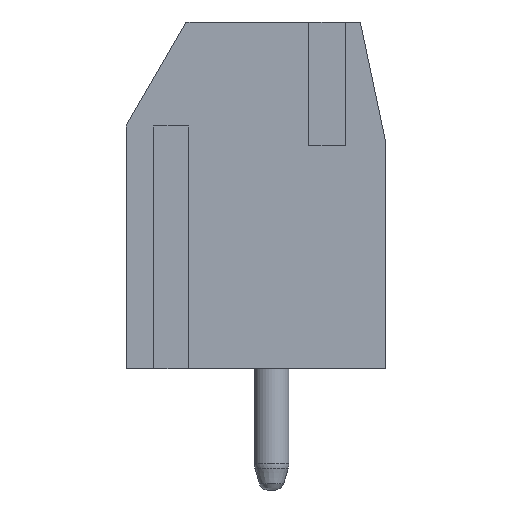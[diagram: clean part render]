
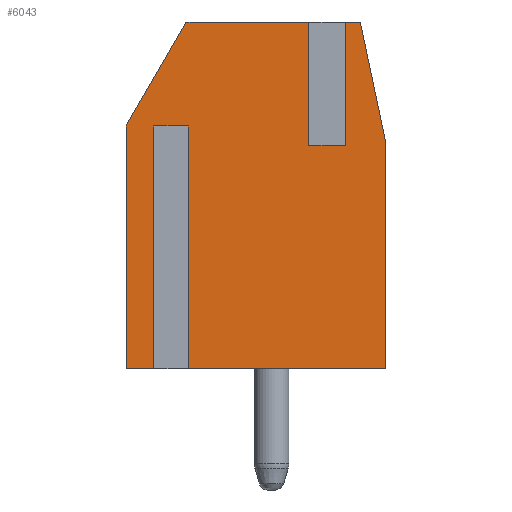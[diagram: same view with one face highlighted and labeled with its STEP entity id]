
A CAD part, left-side view. The second image highlights one B-rep face of the part: STEP entity #6043.
In plain terms, the highlighted planar face has unit normal (-1, 0, 0).
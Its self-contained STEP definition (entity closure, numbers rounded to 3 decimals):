
#157=PLANE('',#6430);
#423=FACE_OUTER_BOUND('',#777,.T.);
#777=EDGE_LOOP('',(#4283,#4284,#4285,#4286,#4287,#4288,#4289,#4290,#4291,
#4292,#4293,#4294,#4295,#4296));
#1160=LINE('',#8748,#1816);
#1164=LINE('',#8756,#1820);
#1180=LINE('',#8788,#1836);
#1186=LINE('',#8798,#1842);
#1193=LINE('',#8811,#1849);
#1195=LINE('',#8815,#1851);
#1196=LINE('',#8818,#1852);
#1203=LINE('',#8831,#1859);
#1205=LINE('',#8835,#1861);
#1220=LINE('',#8864,#1876);
#1221=LINE('',#8866,#1877);
#1222=LINE('',#8867,#1878);
#1223=LINE('',#8868,#1879);
#1224=LINE('',#8869,#1880);
#1816=VECTOR('',#6991,1000.);
#1820=VECTOR('',#6995,1000.);
#1836=VECTOR('',#7015,1000.);
#1842=VECTOR('',#7021,1000.);
#1849=VECTOR('',#7032,1000.);
#1851=VECTOR('',#7036,1000.);
#1852=VECTOR('',#7039,1000.);
#1859=VECTOR('',#7054,1000.);
#1861=VECTOR('',#7058,1000.);
#1876=VECTOR('',#7075,1000.);
#1877=VECTOR('',#7076,1000.);
#1878=VECTOR('',#7077,1000.);
#1879=VECTOR('',#7078,1000.);
#1880=VECTOR('',#7079,1000.);
#2690=VERTEX_POINT('',#8745);
#2691=VERTEX_POINT('',#8747);
#2694=VERTEX_POINT('',#8753);
#2695=VERTEX_POINT('',#8755);
#2707=VERTEX_POINT('',#8784);
#2709=VERTEX_POINT('',#8787);
#2712=VERTEX_POINT('',#8795);
#2713=VERTEX_POINT('',#8797);
#2717=VERTEX_POINT('',#8809);
#2718=VERTEX_POINT('',#8813);
#2719=VERTEX_POINT('',#8817);
#2722=VERTEX_POINT('',#8833);
#2735=VERTEX_POINT('',#8863);
#2736=VERTEX_POINT('',#8865);
#3288=EDGE_CURVE('',#2691,#2690,#1160,.T.);
#3292=EDGE_CURVE('',#2695,#2694,#1164,.T.);
#3308=EDGE_CURVE('',#2707,#2709,#1180,.T.);
#3314=EDGE_CURVE('',#2712,#2713,#1186,.T.);
#3321=EDGE_CURVE('',#2717,#2694,#1193,.T.);
#3323=EDGE_CURVE('',#2718,#2691,#1195,.T.);
#3324=EDGE_CURVE('',#2719,#2712,#1196,.T.);
#3331=EDGE_CURVE('',#2719,#2695,#1203,.T.);
#3333=EDGE_CURVE('',#2722,#2690,#1205,.T.);
#3348=EDGE_CURVE('',#2735,#2707,#1220,.T.);
#3349=EDGE_CURVE('',#2736,#2735,#1221,.T.);
#3350=EDGE_CURVE('',#2736,#2713,#1222,.T.);
#3351=EDGE_CURVE('',#2718,#2717,#1223,.T.);
#3352=EDGE_CURVE('',#2709,#2722,#1224,.T.);
#4283=ORIENTED_EDGE('',*,*,#3308,.F.);
#4284=ORIENTED_EDGE('',*,*,#3348,.F.);
#4285=ORIENTED_EDGE('',*,*,#3349,.F.);
#4286=ORIENTED_EDGE('',*,*,#3350,.T.);
#4287=ORIENTED_EDGE('',*,*,#3314,.F.);
#4288=ORIENTED_EDGE('',*,*,#3324,.F.);
#4289=ORIENTED_EDGE('',*,*,#3331,.T.);
#4290=ORIENTED_EDGE('',*,*,#3292,.T.);
#4291=ORIENTED_EDGE('',*,*,#3321,.F.);
#4292=ORIENTED_EDGE('',*,*,#3351,.F.);
#4293=ORIENTED_EDGE('',*,*,#3323,.T.);
#4294=ORIENTED_EDGE('',*,*,#3288,.T.);
#4295=ORIENTED_EDGE('',*,*,#3333,.F.);
#4296=ORIENTED_EDGE('',*,*,#3352,.F.);
#6043=ADVANCED_FACE('',(#423),#157,.F.);
#6430=AXIS2_PLACEMENT_3D('',#8862,#7073,#7074);
#6991=DIRECTION('',(0.,-1.,0.));
#6995=DIRECTION('',(0.,-1.,0.));
#7015=DIRECTION('',(0.,-1.,0.));
#7021=DIRECTION('',(0.,-1.,0.));
#7032=DIRECTION('',(0.,0.,-1.));
#7036=DIRECTION('',(0.,0.,-1.));
#7039=DIRECTION('',(0.,-0.5,0.866));
#7054=DIRECTION('',(0.,0.,-1.));
#7058=DIRECTION('',(0.,0.,-1.));
#7073=DIRECTION('center_axis',(1.,0.,0.));
#7074=DIRECTION('ref_axis',(0.,1.,0.));
#7075=DIRECTION('',(0.,0.,1.));
#7076=DIRECTION('',(0.,-1.,0.));
#7077=DIRECTION('',(0.,0.,1.));
#7078=DIRECTION('',(0.,1.,0.));
#7079=DIRECTION('',(0.,-0.207,-0.978));
#8745=CARTESIAN_POINT('',(-10.,-3.25,-4.2));
#8747=CARTESIAN_POINT('',(-10.,2.45,-4.2));
#8748=CARTESIAN_POINT('',(-10.,2.45,-4.2));
#8753=CARTESIAN_POINT('',(-10.,3.45,-4.2));
#8755=CARTESIAN_POINT('',(-10.,4.25,-4.2));
#8756=CARTESIAN_POINT('',(-10.,4.25,-4.2));
#8784=CARTESIAN_POINT('',(-10.,-2.075,5.8));
#8787=CARTESIAN_POINT('',(-10.,-2.51,5.8));
#8788=CARTESIAN_POINT('',(-10.,2.45,5.8));
#8795=CARTESIAN_POINT('',(-10.,2.52,5.8));
#8797=CARTESIAN_POINT('',(-10.,-1.025,5.8));
#8798=CARTESIAN_POINT('',(-10.,2.45,5.8));
#8809=CARTESIAN_POINT('',(-10.,3.45,2.8));
#8811=CARTESIAN_POINT('',(-10.,3.45,5.8));
#8813=CARTESIAN_POINT('',(-10.,2.45,2.8));
#8815=CARTESIAN_POINT('',(-10.,2.45,5.8));
#8817=CARTESIAN_POINT('',(-10.,4.25,2.8));
#8818=CARTESIAN_POINT('',(-10.,2.52,5.8));
#8831=CARTESIAN_POINT('',(-10.,4.25,5.8));
#8833=CARTESIAN_POINT('',(-10.,-3.25,2.3));
#8835=CARTESIAN_POINT('',(-10.,-3.25,5.8));
#8862=CARTESIAN_POINT('Origin',(-10.,2.45,5.8));
#8863=CARTESIAN_POINT('',(-10.,-2.075,2.24));
#8864=CARTESIAN_POINT('',(-10.,-2.075,2.24));
#8865=CARTESIAN_POINT('',(-10.,-1.025,2.24));
#8866=CARTESIAN_POINT('',(-10.,-1.025,2.24));
#8867=CARTESIAN_POINT('',(-10.,-1.025,2.24));
#8868=CARTESIAN_POINT('',(-10.,-3.25,2.8));
#8869=CARTESIAN_POINT('',(-10.,-2.51,5.8));
